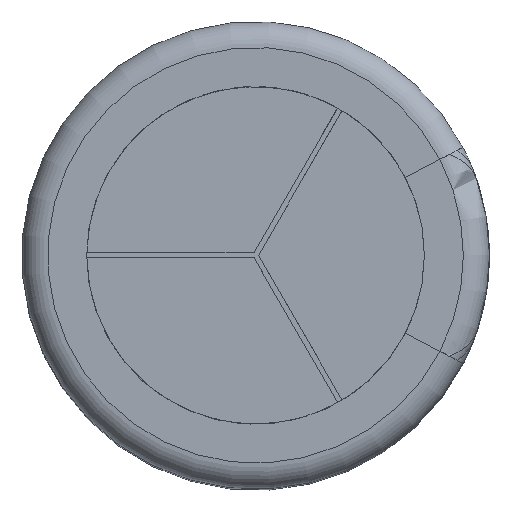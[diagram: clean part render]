
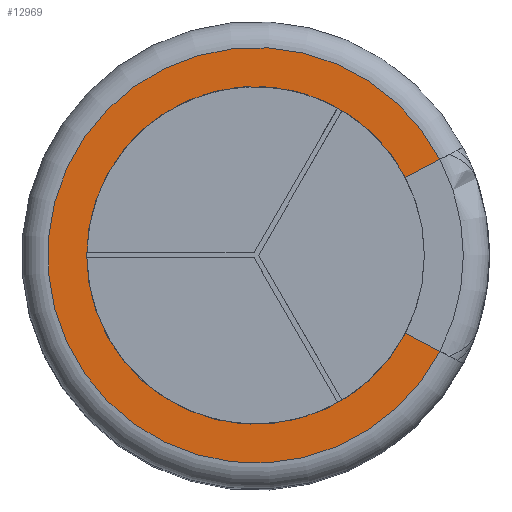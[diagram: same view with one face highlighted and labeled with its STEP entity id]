
A CAD part, top view. The second image highlights one B-rep face of the part: STEP entity #12969.
In plain terms, the highlighted planar face has unit normal (0, 0, 1).
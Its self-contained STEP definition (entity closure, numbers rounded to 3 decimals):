
#411 = CIRCLE ( 'NONE', #6765, 6.5 ) ;
#703 = ORIENTED_EDGE ( 'NONE', *, *, #6538, .F. ) ;
#1322 = DIRECTION ( 'NONE',  ( 0.887, -0.462, 0. ) ) ;
#1347 = CARTESIAN_POINT ( 'NONE',  ( 0., 0., 30. ) ) ;
#1656 = CIRCLE ( 'NONE', #6049, 6.5 ) ;
#1896 = VERTEX_POINT ( 'NONE', #11011 ) ;
#2303 = VERTEX_POINT ( 'NONE', #7097 ) ;
#2443 = CARTESIAN_POINT ( 'NONE',  ( 8., 0., 30. ) ) ;
#2524 = DIRECTION ( 'NONE',  ( 1., 0., 0. ) ) ;
#2592 = DIRECTION ( 'NONE',  ( 0., 0., 1. ) ) ;
#3054 = DIRECTION ( 'NONE',  ( 0.887, 0.462, 0. ) ) ;
#3113 = EDGE_CURVE ( 'NONE', #11396, #7993, #411, .T. ) ;
#3445 = EDGE_CURVE ( 'NONE', #11396, #2303, #13993, .T. ) ;
#3606 = LINE ( 'NONE', #13057, #6272 ) ;
#4220 = ORIENTED_EDGE ( 'NONE', *, *, #6818, .F. ) ;
#4817 = DIRECTION ( 'NONE',  ( 0., 0., 1. ) ) ;
#4874 = ORIENTED_EDGE ( 'NONE', *, *, #10357, .T. ) ;
#5033 = CARTESIAN_POINT ( 'NONE',  ( 5.766, 3.001, 30. ) ) ;
#5155 = CARTESIAN_POINT ( 'NONE',  ( 0., 0., 30. ) ) ;
#6049 = AXIS2_PLACEMENT_3D ( 'NONE', #10992, #12081, #10918 ) ;
#6272 = VECTOR ( 'NONE', #1322, 1000. ) ;
#6538 = EDGE_CURVE ( 'NONE', #7993, #1896, #1656, .T. ) ;
#6765 = AXIS2_PLACEMENT_3D ( 'NONE', #1347, #6908, #8084 ) ;
#6818 = EDGE_CURVE ( 'NONE', #1896, #13460, #3606, .T. ) ;
#6908 = DIRECTION ( 'NONE',  ( 0., 0., 1. ) ) ;
#6941 = FACE_OUTER_BOUND ( 'NONE', #11047, .T. ) ;
#7097 = CARTESIAN_POINT ( 'NONE',  ( 7.096, 3.694, 30. ) ) ;
#7608 = PLANE ( 'NONE',  #11377 ) ;
#7993 = VERTEX_POINT ( 'NONE', #11195 ) ;
#8084 = DIRECTION ( 'NONE',  ( 1., 0., 0. ) ) ;
#10162 = CARTESIAN_POINT ( 'NONE',  ( 7.096, -3.694, 30. ) ) ;
#10229 = CIRCLE ( 'NONE', #14245, 8. ) ;
#10357 = EDGE_CURVE ( 'NONE', #2303, #13460, #10229, .T. ) ;
#10918 = DIRECTION ( 'NONE',  ( 1., 0., 0. ) ) ;
#10992 = CARTESIAN_POINT ( 'NONE',  ( 0., 0., 30. ) ) ;
#11011 = CARTESIAN_POINT ( 'NONE',  ( 5.766, -3.001, 30. ) ) ;
#11047 = EDGE_LOOP ( 'NONE', ( #11344, #4874, #4220, #703, #11308 ) ) ;
#11195 = CARTESIAN_POINT ( 'NONE',  ( -6.5, 0., 30. ) ) ;
#11308 = ORIENTED_EDGE ( 'NONE', *, *, #3113, .F. ) ;
#11344 = ORIENTED_EDGE ( 'NONE', *, *, #3445, .T. ) ;
#11377 = AXIS2_PLACEMENT_3D ( 'NONE', #2443, #2592, #14069 ) ;
#11396 = VERTEX_POINT ( 'NONE', #5033 ) ;
#11469 = VECTOR ( 'NONE', #3054, 1000. ) ;
#12081 = DIRECTION ( 'NONE',  ( 0., 0., 1. ) ) ;
#12801 = CARTESIAN_POINT ( 'NONE',  ( 5.766, 3.001, 30. ) ) ;
#12969 = ADVANCED_FACE ( 'NONE', ( #6941 ), #7608, .T. ) ;
#13057 = CARTESIAN_POINT ( 'NONE',  ( 5.766, -3.001, 30. ) ) ;
#13460 = VERTEX_POINT ( 'NONE', #10162 ) ;
#13993 = LINE ( 'NONE', #12801, #11469 ) ;
#14069 = DIRECTION ( 'NONE',  ( 1., 0., 0. ) ) ;
#14245 = AXIS2_PLACEMENT_3D ( 'NONE', #5155, #4817, #2524 ) ;
